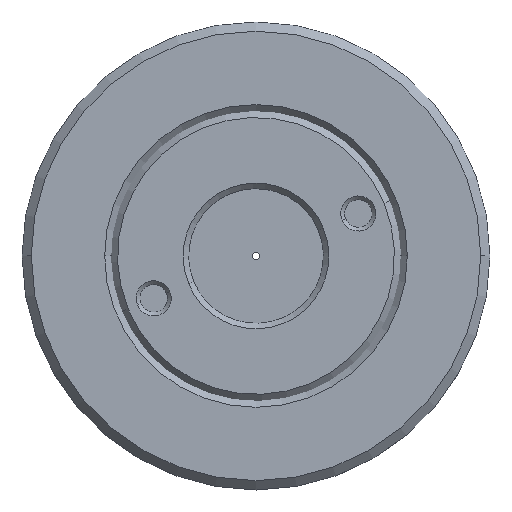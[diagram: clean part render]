
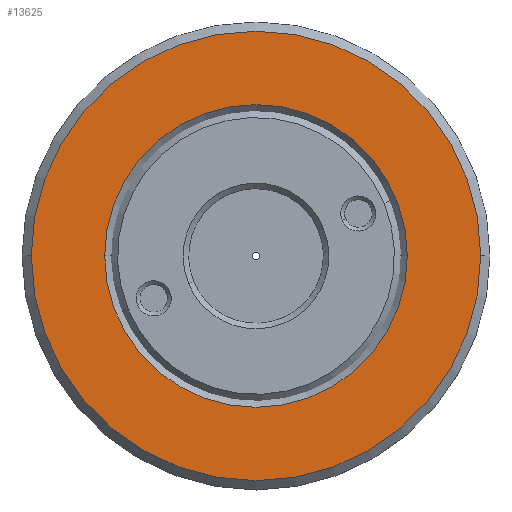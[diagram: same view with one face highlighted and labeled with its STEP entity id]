
A CAD part, top view. The second image highlights one B-rep face of the part: STEP entity #13625.
In plain terms, the highlighted planar face has unit normal (0, 0, 1).
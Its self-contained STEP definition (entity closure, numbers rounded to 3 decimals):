
#2029 = AXIS2_PLACEMENT_3D ( 'NONE', #6937, #2240, #18892 ) ;
#2103 = VERTEX_POINT ( 'NONE', #16897 ) ;
#2240 = DIRECTION ( 'NONE',  ( 0., 0., 1. ) ) ;
#2535 = CARTESIAN_POINT ( 'NONE',  ( -26.891, 0.149, 2.075 ) ) ;
#2660 = DIRECTION ( 'NONE',  ( 0., 0., -1. ) ) ;
#3501 = ORIENTED_EDGE ( 'NONE', *, *, #5175, .T. ) ;
#3574 = CIRCLE ( 'NONE', #5446, 12.175 ) ;
#4039 = ORIENTED_EDGE ( 'NONE', *, *, #13455, .F. ) ;
#4128 = CARTESIAN_POINT ( 'NONE',  ( -35.091, 0.149, 2.075 ) ) ;
#4296 = EDGE_LOOP ( 'NONE', ( #18879, #3501 ) ) ;
#4366 = VERTEX_POINT ( 'NONE', #2535 ) ;
#5076 = DIRECTION ( 'NONE',  ( -1., 0., 0. ) ) ;
#5175 = EDGE_CURVE ( 'NONE', #12396, #4366, #8674, .T. ) ;
#5446 = AXIS2_PLACEMENT_3D ( 'NONE', #9506, #7746, #5076 ) ;
#5930 = DIRECTION ( 'NONE',  ( 0., 0., -1. ) ) ;
#6068 = CARTESIAN_POINT ( 'NONE',  ( -35.091, 0.149, 2.075 ) ) ;
#6937 = CARTESIAN_POINT ( 'NONE',  ( -35.091, 0.149, 2.075 ) ) ;
#7051 = CIRCLE ( 'NONE', #9262, 8.2 ) ;
#7165 = EDGE_LOOP ( 'NONE', ( #15274, #4039 ) ) ;
#7197 = CARTESIAN_POINT ( 'NONE',  ( -35.091, 0.149, 2.075 ) ) ;
#7442 = DIRECTION ( 'NONE',  ( 0., 0., -1. ) ) ;
#7542 = DIRECTION ( 'NONE',  ( -1., 0., 0. ) ) ;
#7746 = DIRECTION ( 'NONE',  ( 0., 0., -1. ) ) ;
#8423 = CARTESIAN_POINT ( 'NONE',  ( -43.291, 0.149, 2.075 ) ) ;
#8674 = CIRCLE ( 'NONE', #11184, 8.2 ) ;
#9262 = AXIS2_PLACEMENT_3D ( 'NONE', #4128, #2660, #10117 ) ;
#9506 = CARTESIAN_POINT ( 'NONE',  ( -35.091, 0.149, 2.075 ) ) ;
#9674 = VERTEX_POINT ( 'NONE', #11134 ) ;
#9790 = FACE_BOUND ( 'NONE', #4296, .T. ) ;
#10117 = DIRECTION ( 'NONE',  ( 1., 0., 0. ) ) ;
#11134 = CARTESIAN_POINT ( 'NONE',  ( -22.916, 0.149, 2.075 ) ) ;
#11184 = AXIS2_PLACEMENT_3D ( 'NONE', #7197, #5930, #16312 ) ;
#12396 = VERTEX_POINT ( 'NONE', #8423 ) ;
#13455 = EDGE_CURVE ( 'NONE', #9674, #2103, #3574, .T. ) ;
#13625 = ADVANCED_FACE ( 'NONE', ( #9790, #17325 ), #18703, .T. ) ;
#13710 = EDGE_CURVE ( 'NONE', #2103, #9674, #18618, .T. ) ;
#15087 = EDGE_CURVE ( 'NONE', #4366, #12396, #7051, .T. ) ;
#15274 = ORIENTED_EDGE ( 'NONE', *, *, #13710, .F. ) ;
#16312 = DIRECTION ( 'NONE',  ( 1., 0., 0. ) ) ;
#16897 = CARTESIAN_POINT ( 'NONE',  ( -47.266, 0.149, 2.075 ) ) ;
#17325 = FACE_OUTER_BOUND ( 'NONE', #7165, .T. ) ;
#17349 = AXIS2_PLACEMENT_3D ( 'NONE', #6068, #7442, #7542 ) ;
#18618 = CIRCLE ( 'NONE', #17349, 12.175 ) ;
#18703 = PLANE ( 'NONE',  #2029 ) ;
#18879 = ORIENTED_EDGE ( 'NONE', *, *, #15087, .T. ) ;
#18892 = DIRECTION ( 'NONE',  ( 1., 0., 0. ) ) ;
